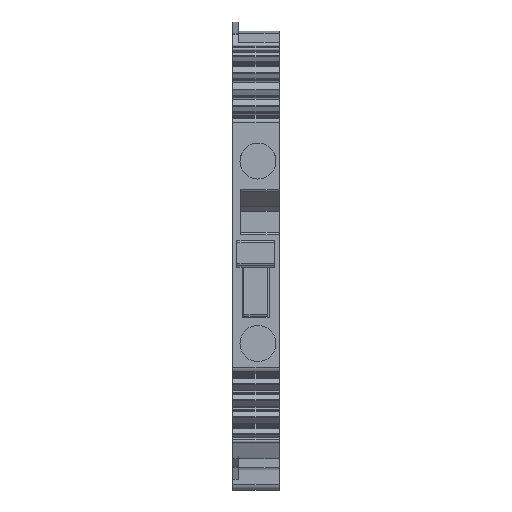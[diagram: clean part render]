
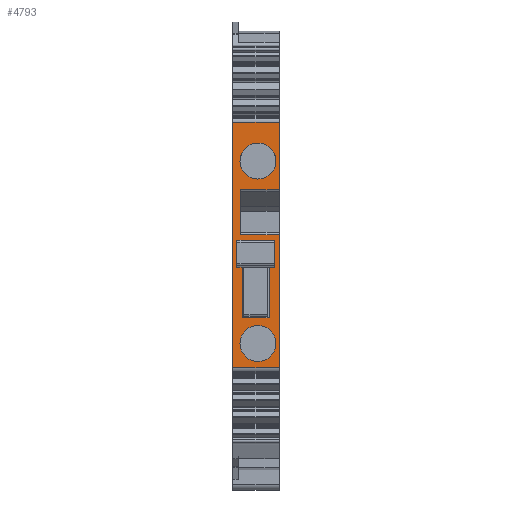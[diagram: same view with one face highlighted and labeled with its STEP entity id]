
A CAD part, top view. The second image highlights one B-rep face of the part: STEP entity #4793.
In plain terms, the highlighted planar face has unit normal (0, 0, 1).
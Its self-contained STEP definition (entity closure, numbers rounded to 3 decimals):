
#4663=AXIS2_PLACEMENT_3D('Plane Axis2P3D',#4660,#4661,#4662) ;
#4725=AXIS2_PLACEMENT_3D('Circle Axis2P3D',#4723,#4724,$) ;
#4734=AXIS2_PLACEMENT_3D('Circle Axis2P3D',#4732,#4733,$) ;
#4777=AXIS2_PLACEMENT_3D('Circle Axis2P3D',#4775,#4776,$) ;
#4786=AXIS2_PLACEMENT_3D('Circle Axis2P3D',#4784,#4785,$) ;
#584=CARTESIAN_POINT('Vertex',(0.,15.95,46.25)) ;
#587=CARTESIAN_POINT('Line Origine',(0.,32.,46.25)) ;
#591=CARTESIAN_POINT('Vertex',(0.,48.05,46.25)) ;
#4644=CARTESIAN_POINT('Vertex',(6.1,15.95,46.25)) ;
#4647=CARTESIAN_POINT('Line Origine',(3.05,15.95,46.25)) ;
#4660=CARTESIAN_POINT('Axis2P3D Location',(0.,48.05,46.25)) ;
#4665=CARTESIAN_POINT('Line Origine',(6.1,22.003,46.25)) ;
#4669=CARTESIAN_POINT('Vertex',(6.1,28.055,46.25)) ;
#4672=CARTESIAN_POINT('Line Origine',(6.1,30.694,46.25)) ;
#4676=CARTESIAN_POINT('Vertex',(6.1,33.333,46.25)) ;
#4679=CARTESIAN_POINT('Line Origine',(3.55,33.333,46.25)) ;
#4683=CARTESIAN_POINT('Vertex',(1.,33.333,46.25)) ;
#4686=CARTESIAN_POINT('Line Origine',(1.,36.27,46.25)) ;
#4690=CARTESIAN_POINT('Vertex',(1.,39.206,46.25)) ;
#4693=CARTESIAN_POINT('Line Origine',(3.55,39.206,46.25)) ;
#4697=CARTESIAN_POINT('Vertex',(6.1,39.206,46.25)) ;
#4700=CARTESIAN_POINT('Line Origine',(6.1,43.628,46.25)) ;
#4704=CARTESIAN_POINT('Vertex',(6.1,48.05,46.25)) ;
#4707=CARTESIAN_POINT('Line Origine',(3.05,48.05,46.25)) ;
#4723=CARTESIAN_POINT('Axis2P3D Location',(3.3,19.108,46.25)) ;
#4727=CARTESIAN_POINT('Vertex',(3.3,21.458,46.25)) ;
#4729=CARTESIAN_POINT('Vertex',(3.3,16.758,46.25)) ;
#4732=CARTESIAN_POINT('Axis2P3D Location',(3.3,19.108,46.25)) ;
#4741=CARTESIAN_POINT('Line Origine',(3.01,29.057,46.25)) ;
#4745=CARTESIAN_POINT('Vertex',(4.76,29.057,46.25)) ;
#4747=CARTESIAN_POINT('Vertex',(1.26,29.057,46.25)) ;
#4750=CARTESIAN_POINT('Line Origine',(4.76,25.757,46.25)) ;
#4754=CARTESIAN_POINT('Vertex',(4.76,22.457,46.25)) ;
#4757=CARTESIAN_POINT('Line Origine',(3.01,22.457,46.25)) ;
#4761=CARTESIAN_POINT('Vertex',(1.26,22.457,46.25)) ;
#4764=CARTESIAN_POINT('Line Origine',(1.26,25.757,46.25)) ;
#4775=CARTESIAN_POINT('Axis2P3D Location',(3.3,42.958,46.25)) ;
#4779=CARTESIAN_POINT('Vertex',(3.3,45.308,46.25)) ;
#4781=CARTESIAN_POINT('Vertex',(3.3,40.608,46.25)) ;
#4784=CARTESIAN_POINT('Axis2P3D Location',(3.3,42.958,46.25)) ;
#588=DIRECTION('Vector Direction',(0.,-1.,0.)) ;
#4648=DIRECTION('Vector Direction',(-1.,0.,0.)) ;
#4661=DIRECTION('Axis2P3D Direction',(0.,0.,1.)) ;
#4662=DIRECTION('Axis2P3D XDirection',(0.,-1.,0.)) ;
#4666=DIRECTION('Vector Direction',(0.,-1.,0.)) ;
#4673=DIRECTION('Vector Direction',(0.,-1.,0.)) ;
#4680=DIRECTION('Vector Direction',(-1.,0.,0.)) ;
#4687=DIRECTION('Vector Direction',(0.,-1.,0.)) ;
#4694=DIRECTION('Vector Direction',(-1.,0.,0.)) ;
#4701=DIRECTION('Vector Direction',(0.,-1.,0.)) ;
#4708=DIRECTION('Vector Direction',(1.,0.,0.)) ;
#4724=DIRECTION('Axis2P3D Direction',(0.,0.,1.)) ;
#4733=DIRECTION('Axis2P3D Direction',(0.,0.,1.)) ;
#4742=DIRECTION('Vector Direction',(1.,0.,0.)) ;
#4751=DIRECTION('Vector Direction',(0.,-1.,0.)) ;
#4758=DIRECTION('Vector Direction',(-1.,0.,0.)) ;
#4765=DIRECTION('Vector Direction',(0.,1.,0.)) ;
#4776=DIRECTION('Axis2P3D Direction',(0.,0.,1.)) ;
#4785=DIRECTION('Axis2P3D Direction',(0.,0.,1.)) ;
#589=VECTOR('Line Direction',#588,1.) ;
#4649=VECTOR('Line Direction',#4648,1.) ;
#4667=VECTOR('Line Direction',#4666,1.) ;
#4674=VECTOR('Line Direction',#4673,1.) ;
#4681=VECTOR('Line Direction',#4680,1.) ;
#4688=VECTOR('Line Direction',#4687,1.) ;
#4695=VECTOR('Line Direction',#4694,1.) ;
#4702=VECTOR('Line Direction',#4701,1.) ;
#4709=VECTOR('Line Direction',#4708,1.) ;
#4743=VECTOR('Line Direction',#4742,1.) ;
#4752=VECTOR('Line Direction',#4751,1.) ;
#4759=VECTOR('Line Direction',#4758,1.) ;
#4766=VECTOR('Line Direction',#4765,1.) ;
#4713=ORIENTED_EDGE('',*,*,#4651,.T.) ;
#4714=ORIENTED_EDGE('',*,*,#4671,.T.) ;
#4715=ORIENTED_EDGE('',*,*,#4678,.T.) ;
#4716=ORIENTED_EDGE('',*,*,#4685,.T.) ;
#4717=ORIENTED_EDGE('',*,*,#4692,.T.) ;
#4718=ORIENTED_EDGE('',*,*,#4699,.F.) ;
#4719=ORIENTED_EDGE('',*,*,#4706,.T.) ;
#4720=ORIENTED_EDGE('',*,*,#4711,.F.) ;
#4721=ORIENTED_EDGE('',*,*,#593,.F.) ;
#4738=ORIENTED_EDGE('',*,*,#4731,.F.) ;
#4739=ORIENTED_EDGE('',*,*,#4736,.F.) ;
#4770=ORIENTED_EDGE('',*,*,#4749,.F.) ;
#4771=ORIENTED_EDGE('',*,*,#4756,.F.) ;
#4772=ORIENTED_EDGE('',*,*,#4763,.F.) ;
#4773=ORIENTED_EDGE('',*,*,#4768,.F.) ;
#4790=ORIENTED_EDGE('',*,*,#4783,.F.) ;
#4791=ORIENTED_EDGE('',*,*,#4788,.F.) ;
#4740=FACE_BOUND('',#4737,.T.) ;
#4774=FACE_BOUND('',#4769,.T.) ;
#4792=FACE_BOUND('',#4789,.T.) ;
#4793=ADVANCED_FACE('KLTR',(#4722,#4740,#4774,#4792),#4664,.T.) ;
#4726=CIRCLE('generated circle',#4725,2.35) ;
#4735=CIRCLE('generated circle',#4734,2.35) ;
#4778=CIRCLE('generated circle',#4777,2.35) ;
#4787=CIRCLE('generated circle',#4786,2.35) ;
#593=EDGE_CURVE('',#585,#592,#590,.F.) ;
#4651=EDGE_CURVE('',#585,#4645,#4650,.F.) ;
#4671=EDGE_CURVE('',#4645,#4670,#4668,.F.) ;
#4678=EDGE_CURVE('',#4670,#4677,#4675,.F.) ;
#4685=EDGE_CURVE('',#4677,#4684,#4682,.T.) ;
#4692=EDGE_CURVE('',#4684,#4691,#4689,.F.) ;
#4699=EDGE_CURVE('',#4698,#4691,#4696,.T.) ;
#4706=EDGE_CURVE('',#4698,#4705,#4703,.F.) ;
#4711=EDGE_CURVE('',#592,#4705,#4710,.T.) ;
#4731=EDGE_CURVE('',#4728,#4730,#4726,.T.) ;
#4736=EDGE_CURVE('',#4730,#4728,#4735,.T.) ;
#4749=EDGE_CURVE('',#4746,#4748,#4744,.F.) ;
#4756=EDGE_CURVE('',#4755,#4746,#4753,.F.) ;
#4763=EDGE_CURVE('',#4762,#4755,#4760,.F.) ;
#4768=EDGE_CURVE('',#4748,#4762,#4767,.F.) ;
#4783=EDGE_CURVE('',#4780,#4782,#4778,.T.) ;
#4788=EDGE_CURVE('',#4782,#4780,#4787,.T.) ;
#4712=EDGE_LOOP('',(#4713,#4714,#4715,#4716,#4717,#4718,#4719,#4720,#4721)) ;
#4737=EDGE_LOOP('',(#4738,#4739)) ;
#4769=EDGE_LOOP('',(#4770,#4771,#4772,#4773)) ;
#4789=EDGE_LOOP('',(#4790,#4791)) ;
#4722=FACE_OUTER_BOUND('',#4712,.T.) ;
#590=LINE('Line',#587,#589) ;
#4650=LINE('Line',#4647,#4649) ;
#4668=LINE('Line',#4665,#4667) ;
#4675=LINE('Line',#4672,#4674) ;
#4682=LINE('Line',#4679,#4681) ;
#4689=LINE('Line',#4686,#4688) ;
#4696=LINE('Line',#4693,#4695) ;
#4703=LINE('Line',#4700,#4702) ;
#4710=LINE('Line',#4707,#4709) ;
#4744=LINE('Line',#4741,#4743) ;
#4753=LINE('Line',#4750,#4752) ;
#4760=LINE('Line',#4757,#4759) ;
#4767=LINE('Line',#4764,#4766) ;
#4664=PLANE('',#4663) ;
#585=VERTEX_POINT('',#584) ;
#592=VERTEX_POINT('',#591) ;
#4645=VERTEX_POINT('',#4644) ;
#4670=VERTEX_POINT('',#4669) ;
#4677=VERTEX_POINT('',#4676) ;
#4684=VERTEX_POINT('',#4683) ;
#4691=VERTEX_POINT('',#4690) ;
#4698=VERTEX_POINT('',#4697) ;
#4705=VERTEX_POINT('',#4704) ;
#4728=VERTEX_POINT('',#4727) ;
#4730=VERTEX_POINT('',#4729) ;
#4746=VERTEX_POINT('',#4745) ;
#4748=VERTEX_POINT('',#4747) ;
#4755=VERTEX_POINT('',#4754) ;
#4762=VERTEX_POINT('',#4761) ;
#4780=VERTEX_POINT('',#4779) ;
#4782=VERTEX_POINT('',#4781) ;
